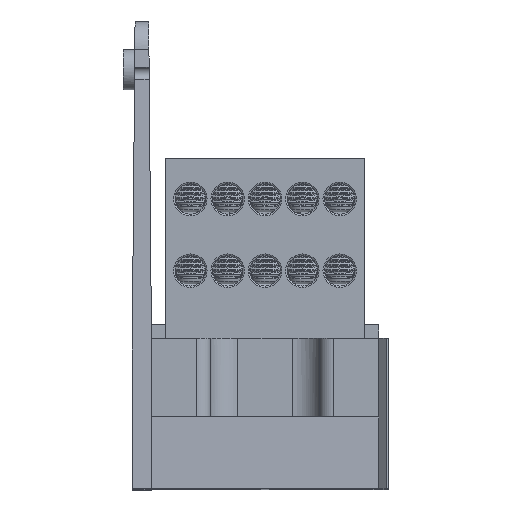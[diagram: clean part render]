
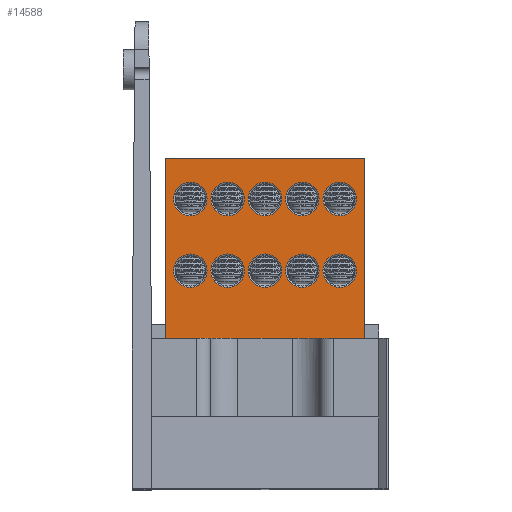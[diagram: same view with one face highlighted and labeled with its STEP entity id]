
A CAD part, top view. The second image highlights one B-rep face of the part: STEP entity #14588.
In plain terms, the highlighted planar face has unit normal (0, 0, 1).
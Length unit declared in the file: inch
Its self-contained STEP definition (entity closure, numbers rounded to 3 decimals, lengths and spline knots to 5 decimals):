
#1595 = VERTEX_POINT ( 'NONE', #48098 ) ;
#2211 = DIRECTION ( 'NONE',  ( 1., 0., 0. ) ) ;
#2405 = ORIENTED_EDGE ( 'NONE', *, *, #54002, .F. ) ;
#2906 = ORIENTED_EDGE ( 'NONE', *, *, #14567, .F. ) ;
#3845 = ORIENTED_EDGE ( 'NONE', *, *, #14471, .F. ) ;
#5090 = DIRECTION ( 'NONE',  ( 1., 0., 0. ) ) ;
#5574 = EDGE_CURVE ( 'NONE', #45709, #45709, #66916, .T. ) ;
#5981 = DIRECTION ( 'NONE',  ( 0., 0., 1. ) ) ;
#6130 = CIRCLE ( 'NONE', #24503, 0.1165 ) ;
#6890 = AXIS2_PLACEMENT_3D ( 'NONE', #27062, #63299, #32238 ) ;
#8024 = ORIENTED_EDGE ( 'NONE', *, *, #11975, .F. ) ;
#8092 = CARTESIAN_POINT ( 'NONE',  ( 0.1165, 0.345, 1.25 ) ) ;
#8492 = AXIS2_PLACEMENT_3D ( 'NONE', #64146, #33124, #2211 ) ;
#9099 = DIRECTION ( 'NONE',  ( 1., 0., 0. ) ) ;
#9175 = DIRECTION ( 'NONE',  ( 0., 0., 1. ) ) ;
#9184 = CARTESIAN_POINT ( 'NONE',  ( 0.26, 0.345, 1.25 ) ) ;
#10068 = CIRCLE ( 'NONE', #58002, 0.1165 ) ;
#11281 = DIRECTION ( 'NONE',  ( 0., 0., 1. ) ) ;
#11617 = VERTEX_POINT ( 'NONE', #46035 ) ;
#11975 = EDGE_CURVE ( 'NONE', #62554, #62554, #10068, .T. ) ;
#12345 = EDGE_CURVE ( 'NONE', #44701, #44701, #32145, .T. ) ;
#14471 = EDGE_CURVE ( 'NONE', #1595, #1595, #62353, .T. ) ;
#14552 = ORIENTED_EDGE ( 'NONE', *, *, #28375, .F. ) ;
#14567 = EDGE_CURVE ( 'NONE', #52605, #52605, #64760, .T. ) ;
#14588 = ADVANCED_FACE ( 'NONE', ( #64708, #64414, #65265, #65338, #65476, #65538, #65601, #65738, #65803, #65857, #65927 ), #22992, .F. ) ;
#14820 = EDGE_LOOP ( 'NONE', ( #43725 ) ) ;
#14828 = CIRCLE ( 'NONE', #8492, 0.1165 ) ;
#15495 = VERTEX_POINT ( 'NONE', #57974 ) ;
#15895 = CIRCLE ( 'NONE', #6890, 0.1165 ) ;
#16031 = DIRECTION ( 'NONE',  ( 0., 0., 1. ) ) ;
#16480 = CARTESIAN_POINT ( 'NONE',  ( 0.69, 0.625, 1.25 ) ) ;
#17035 = CARTESIAN_POINT ( 'NONE',  ( -0.4035, -0.155, 1.25 ) ) ;
#17108 = VERTEX_POINT ( 'NONE', #41022 ) ;
#17572 = DIRECTION ( 'NONE',  ( 1., 0., 0. ) ) ;
#18382 = DIRECTION ( 'NONE',  ( 0., 0., 1. ) ) ;
#18848 = ORIENTED_EDGE ( 'NONE', *, *, #47531, .F. ) ;
#19068 = VERTEX_POINT ( 'NONE', #40334 ) ;
#19785 = ORIENTED_EDGE ( 'NONE', *, *, #49719, .F. ) ;
#21589 = CARTESIAN_POINT ( 'NONE',  ( 0.1165, -0.155, 1.25 ) ) ;
#21947 = DIRECTION ( 'NONE',  ( -1., 0., 0. ) ) ;
#22054 = CARTESIAN_POINT ( 'NONE',  ( -0.4035, 0.345, 1.25 ) ) ;
#22093 = CARTESIAN_POINT ( 'NONE',  ( 0.69, -0.625, 1.25 ) ) ;
#22446 = ORIENTED_EDGE ( 'NONE', *, *, #64517, .F. ) ;
#22992 = PLANE ( 'NONE',  #41796 ) ;
#23655 = EDGE_LOOP ( 'NONE', ( #2906 ) ) ;
#23755 = CARTESIAN_POINT ( 'NONE',  ( -0.52, -0.155, 1.25 ) ) ;
#24503 = AXIS2_PLACEMENT_3D ( 'NONE', #49430, #18382, #54640 ) ;
#25011 = EDGE_LOOP ( 'NONE', ( #32985 ) ) ;
#26427 = EDGE_LOOP ( 'NONE', ( #61220, #46005, #2405, #32255 ) ) ;
#26447 = VECTOR ( 'NONE', #5090, 39.37008 ) ;
#26707 = LINE ( 'NONE', #61825, #26447 ) ;
#27062 = CARTESIAN_POINT ( 'NONE',  ( 0.26, -0.155, 1.25 ) ) ;
#27871 = AXIS2_PLACEMENT_3D ( 'NONE', #60424, #60408, #60325 ) ;
#28090 = VERTEX_POINT ( 'NONE', #31911 ) ;
#28375 = EDGE_CURVE ( 'NONE', #54714, #54714, #50048, .T. ) ;
#29326 = EDGE_LOOP ( 'NONE', ( #60628 ) ) ;
#29418 = DIRECTION ( 'NONE',  ( 0., 0., 1. ) ) ;
#29453 = EDGE_CURVE ( 'NONE', #46561, #47124, #37666, .T. ) ;
#30692 = EDGE_LOOP ( 'NONE', ( #14552 ) ) ;
#31911 = CARTESIAN_POINT ( 'NONE',  ( -0.69, -0.625, 1.25 ) ) ;
#32145 = CIRCLE ( 'NONE', #27871, 0.1165 ) ;
#32238 = DIRECTION ( 'NONE',  ( 1., 0., 0. ) ) ;
#32255 = ORIENTED_EDGE ( 'NONE', *, *, #60733, .F. ) ;
#32657 = EDGE_LOOP ( 'NONE', ( #3845 ) ) ;
#32779 = EDGE_LOOP ( 'NONE', ( #18848 ) ) ;
#32985 = ORIENTED_EDGE ( 'NONE', *, *, #41898, .F. ) ;
#33124 = DIRECTION ( 'NONE',  ( 0., 0., 1. ) ) ;
#33198 = CARTESIAN_POINT ( 'NONE',  ( -0.26, 0.345, 1.25 ) ) ;
#33303 = CARTESIAN_POINT ( 'NONE',  ( 0.69, 0.625, 1.25 ) ) ;
#33496 = CARTESIAN_POINT ( 'NONE',  ( -0.69, -0.625, 1.25 ) ) ;
#33594 = EDGE_LOOP ( 'NONE', ( #19785 ) ) ;
#34755 = LINE ( 'NONE', #16480, #55152 ) ;
#35329 = EDGE_LOOP ( 'NONE', ( #22446 ) ) ;
#35629 = DIRECTION ( 'NONE',  ( 1., 0., 0. ) ) ;
#37221 = EDGE_LOOP ( 'NONE', ( #8024 ) ) ;
#37666 = LINE ( 'NONE', #41284, #41545 ) ;
#38462 = DIRECTION ( 'NONE',  ( 0., 0., -1. ) ) ;
#40203 = VECTOR ( 'NONE', #64536, 39.37008 ) ;
#40334 = CARTESIAN_POINT ( 'NONE',  ( 0.6365, 0.345, 1.25 ) ) ;
#41015 = LINE ( 'NONE', #33496, #40203 ) ;
#41022 = CARTESIAN_POINT ( 'NONE',  ( 0.3765, -0.155, 1.25 ) ) ;
#41284 = CARTESIAN_POINT ( 'NONE',  ( 0.69, 0., 1.25 ) ) ;
#41545 = VECTOR ( 'NONE', #51746, 39.37008 ) ;
#41796 = AXIS2_PLACEMENT_3D ( 'NONE', #22093, #38462, #21947 ) ;
#41898 = EDGE_CURVE ( 'NONE', #19068, #19068, #52263, .T. ) ;
#42127 = DIRECTION ( 'NONE',  ( 1., 0., 0. ) ) ;
#42271 = CARTESIAN_POINT ( 'NONE',  ( 0., 0.345, 1.25 ) ) ;
#42324 = AXIS2_PLACEMENT_3D ( 'NONE', #47074, #16031, #52321 ) ;
#43725 = ORIENTED_EDGE ( 'NONE', *, *, #5574, .F. ) ;
#44701 = VERTEX_POINT ( 'NONE', #22054 ) ;
#45678 = AXIS2_PLACEMENT_3D ( 'NONE', #23755, #29418, #35629 ) ;
#45709 = VERTEX_POINT ( 'NONE', #21589 ) ;
#46005 = ORIENTED_EDGE ( 'NONE', *, *, #29453, .F. ) ;
#46035 = CARTESIAN_POINT ( 'NONE',  ( 0.6365, -0.155, 1.25 ) ) ;
#46561 = VERTEX_POINT ( 'NONE', #33303 ) ;
#47074 = CARTESIAN_POINT ( 'NONE',  ( 0.52, 0.345, 1.25 ) ) ;
#47124 = VERTEX_POINT ( 'NONE', #49947 ) ;
#47469 = DIRECTION ( 'NONE',  ( 1., 0., 0. ) ) ;
#47531 = EDGE_CURVE ( 'NONE', #11617, #11617, #6130, .T. ) ;
#48098 = CARTESIAN_POINT ( 'NONE',  ( -0.1435, 0.345, 1.25 ) ) ;
#49430 = CARTESIAN_POINT ( 'NONE',  ( 0.52, -0.155, 1.25 ) ) ;
#49719 = EDGE_CURVE ( 'NONE', #17108, #17108, #15895, .T. ) ;
#49947 = CARTESIAN_POINT ( 'NONE',  ( 0.69, -0.625, 1.25 ) ) ;
#50048 = CIRCLE ( 'NONE', #61708, 0.1165 ) ;
#50937 = AXIS2_PLACEMENT_3D ( 'NONE', #33198, #5981, #42127 ) ;
#51746 = DIRECTION ( 'NONE',  ( 0., -1., 0. ) ) ;
#52263 = CIRCLE ( 'NONE', #42324, 0.1165 ) ;
#52321 = DIRECTION ( 'NONE',  ( 1., 0., 0. ) ) ;
#52605 = VERTEX_POINT ( 'NONE', #17035 ) ;
#52619 = DIRECTION ( 'NONE',  ( 1., 0., 0. ) ) ;
#53069 = DIRECTION ( 'NONE',  ( 0., 0., 1. ) ) ;
#53087 = VERTEX_POINT ( 'NONE', #59404 ) ;
#53123 = CARTESIAN_POINT ( 'NONE',  ( 0.3765, 0.345, 1.25 ) ) ;
#53732 = CARTESIAN_POINT ( 'NONE',  ( 0., -0.155, 1.25 ) ) ;
#54002 = EDGE_CURVE ( 'NONE', #53087, #46561, #34755, .T. ) ;
#54640 = DIRECTION ( 'NONE',  ( 1., 0., 0. ) ) ;
#54714 = VERTEX_POINT ( 'NONE', #8092 ) ;
#55152 = VECTOR ( 'NONE', #17572, 39.37008 ) ;
#57974 = CARTESIAN_POINT ( 'NONE',  ( -0.1435, -0.155, 1.25 ) ) ;
#58002 = AXIS2_PLACEMENT_3D ( 'NONE', #9184, #9175, #9099 ) ;
#59404 = CARTESIAN_POINT ( 'NONE',  ( -0.69, 0.625, 1.25 ) ) ;
#60325 = DIRECTION ( 'NONE',  ( 1., 0., 0. ) ) ;
#60408 = DIRECTION ( 'NONE',  ( 0., 0., 1. ) ) ;
#60424 = CARTESIAN_POINT ( 'NONE',  ( -0.52, 0.345, 1.25 ) ) ;
#60628 = ORIENTED_EDGE ( 'NONE', *, *, #12345, .F. ) ;
#60733 = EDGE_CURVE ( 'NONE', #28090, #53087, #41015, .T. ) ;
#61220 = ORIENTED_EDGE ( 'NONE', *, *, #64832, .T. ) ;
#61708 = AXIS2_PLACEMENT_3D ( 'NONE', #42271, #11281, #47469 ) ;
#61825 = CARTESIAN_POINT ( 'NONE',  ( 0.69, -0.625, 1.25 ) ) ;
#62353 = CIRCLE ( 'NONE', #50937, 0.1165 ) ;
#62554 = VERTEX_POINT ( 'NONE', #53123 ) ;
#63299 = DIRECTION ( 'NONE',  ( 0., 0., 1. ) ) ;
#64146 = CARTESIAN_POINT ( 'NONE',  ( -0.26, -0.155, 1.25 ) ) ;
#64414 = FACE_BOUND ( 'NONE', #23655, .T. ) ;
#64517 = EDGE_CURVE ( 'NONE', #15495, #15495, #14828, .T. ) ;
#64536 = DIRECTION ( 'NONE',  ( 0., 1., 0. ) ) ;
#64708 = FACE_OUTER_BOUND ( 'NONE', #26427, .T. ) ;
#64760 = CIRCLE ( 'NONE', #45678, 0.1165 ) ;
#64832 = EDGE_CURVE ( 'NONE', #28090, #47124, #26707, .T. ) ;
#65265 = FACE_BOUND ( 'NONE', #35329, .T. ) ;
#65336 = AXIS2_PLACEMENT_3D ( 'NONE', #53732, #53069, #52619 ) ;
#65338 = FACE_BOUND ( 'NONE', #14820, .T. ) ;
#65476 = FACE_BOUND ( 'NONE', #33594, .T. ) ;
#65538 = FACE_BOUND ( 'NONE', #32779, .T. ) ;
#65601 = FACE_BOUND ( 'NONE', #25011, .T. ) ;
#65738 = FACE_BOUND ( 'NONE', #37221, .T. ) ;
#65803 = FACE_BOUND ( 'NONE', #30692, .T. ) ;
#65857 = FACE_BOUND ( 'NONE', #32657, .T. ) ;
#65927 = FACE_BOUND ( 'NONE', #29326, .T. ) ;
#66916 = CIRCLE ( 'NONE', #65336, 0.1165 ) ;
